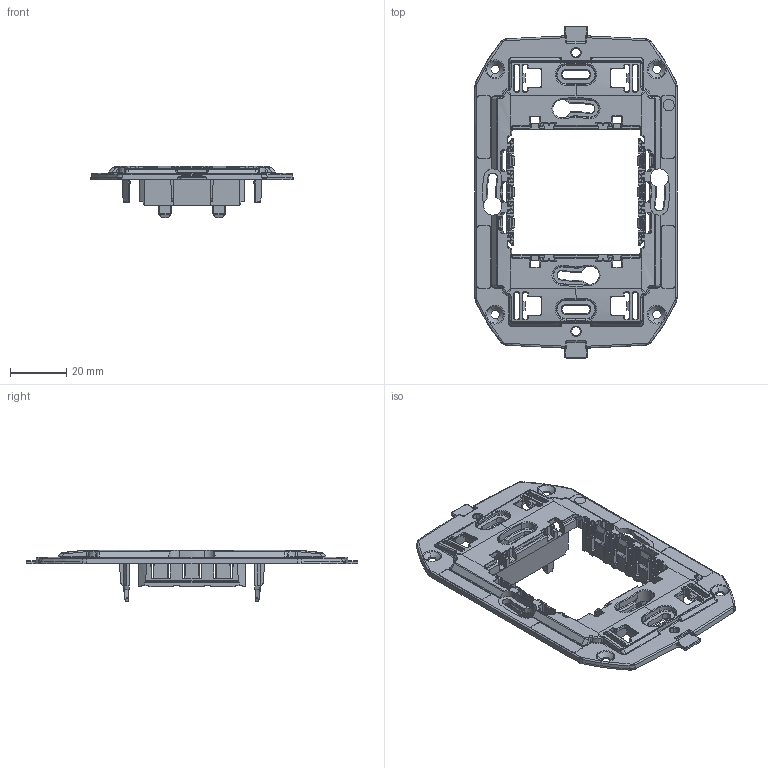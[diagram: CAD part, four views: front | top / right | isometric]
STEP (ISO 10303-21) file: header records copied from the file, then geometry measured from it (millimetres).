
FILE_DESCRIPTION(('CATIA V5 STEP Exchange','CAx-IF Rec.Pracs.--- Model Styling and Organization---1.4--- 2014-01-23'),'2;1');
FILE_NAME('GW16802.stp','2024-03-12T13:02:24+00:00',('none'),('none'),'CATIA Version 5-6 Release 2019 SP6','CATIA V5 STEP AP214 v1','none');
FILE_SCHEMA(('AUTOMOTIVE_DESIGN { 1 0 10303 214 1 1 1 1 }'));
Products named in the file (1): GW16802
Bounding box: 72 x 118 x 18.4 mm (x, y, z)
Volume: 17329.4 mm3; surface area: 18027.1 mm2
Topology: 1 solids, 1 shells, 2635 faces, 6830 edges, 4000 vertices
Faces by surface type: cylinder 872, plane 775, bspline 758, sphere 136, torus 50, cone 40, extrusion 4
Entity records: 113604 total; most frequent: CARTESIAN_POINT 61841, ORIENTED_EDGE 13300, EDGE_CURVE 6650, DIRECTION 6187, VERTEX_POINT 4000, B_SPLINE_CURVE_WITH_KNOTS 3421, EDGE_LOOP 2680, ADVANCED_FACE 2635
